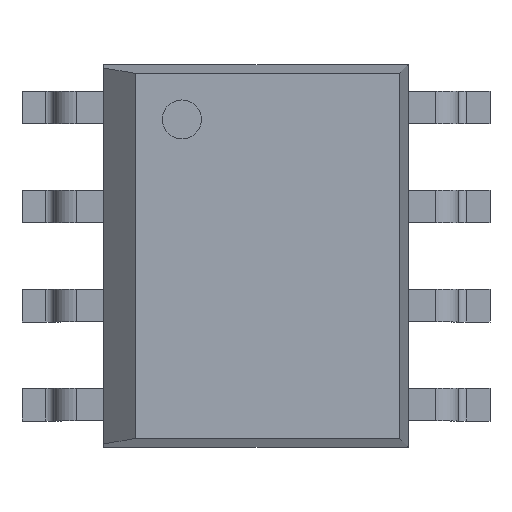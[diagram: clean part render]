
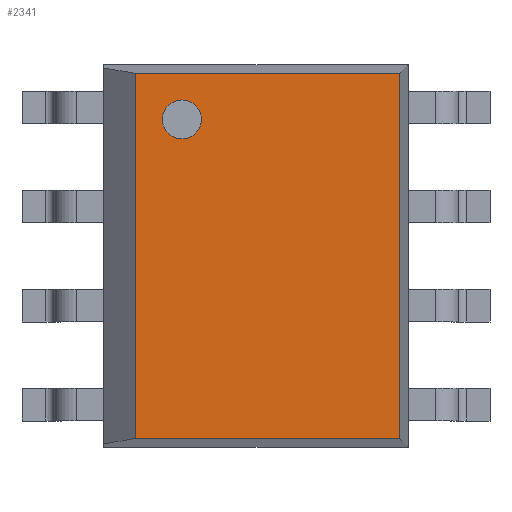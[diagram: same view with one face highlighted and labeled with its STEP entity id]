
A CAD part, top view. The second image highlights one B-rep face of the part: STEP entity #2341.
In plain terms, the highlighted planar face has unit normal (0, 0, 1).
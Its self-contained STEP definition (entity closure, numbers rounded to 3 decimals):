
#121 = DIRECTION ( 'NONE',  ( 0., -1., 0. ) ) ;
#174 = VERTEX_POINT ( 'NONE', #378 ) ;
#335 = ORIENTED_EDGE ( 'NONE', *, *, #5215, .T. ) ;
#378 = CARTESIAN_POINT ( 'NONE',  ( -1.55, 2.34, 1.55 ) ) ;
#613 = ORIENTED_EDGE ( 'NONE', *, *, #5749, .T. ) ;
#823 = VECTOR ( 'NONE', #3050, 1000. ) ;
#979 = VECTOR ( 'NONE', #121, 1000. ) ;
#1034 = LINE ( 'NONE', #4876, #823 ) ;
#1115 = DIRECTION ( 'NONE',  ( 1., 0., 0. ) ) ;
#1379 = VERTEX_POINT ( 'NONE', #1939 ) ;
#1381 = EDGE_CURVE ( 'NONE', #174, #1379, #4104, .T. ) ;
#1581 = DIRECTION ( 'NONE',  ( 0., 0., 1. ) ) ;
#1706 = CARTESIAN_POINT ( 'NONE',  ( 1.95, -2.34, 1.55 ) ) ;
#1939 = CARTESIAN_POINT ( 'NONE',  ( -1.55, -2.34, 1.55 ) ) ;
#2261 = EDGE_LOOP ( 'NONE', ( #613, #4978, #335, #4902 ) ) ;
#2310 = AXIS2_PLACEMENT_3D ( 'NONE', #4816, #5324, #3040 ) ;
#2341 = ADVANCED_FACE ( 'NONE', ( #5541, #4361 ), #3461, .T. ) ;
#2362 = EDGE_LOOP ( 'NONE', ( #5057, #2383 ) ) ;
#2373 = LINE ( 'NONE', #5569, #4480 ) ;
#2383 = ORIENTED_EDGE ( 'NONE', *, *, #2769, .F. ) ;
#2420 = AXIS2_PLACEMENT_3D ( 'NONE', #4325, #1581, #2900 ) ;
#2426 = CARTESIAN_POINT ( 'NONE',  ( -1.55, -2.34, 1.55 ) ) ;
#2429 = VERTEX_POINT ( 'NONE', #4393 ) ;
#2769 = EDGE_CURVE ( 'NONE', #3871, #4953, #4129, .T. ) ;
#2900 = DIRECTION ( 'NONE',  ( 1., 0., 0. ) ) ;
#2932 = LINE ( 'NONE', #1706, #4879 ) ;
#2977 = DIRECTION ( 'NONE',  ( 1., 0., 0. ) ) ;
#3040 = DIRECTION ( 'NONE',  ( 1., 0., 0. ) ) ;
#3050 = DIRECTION ( 'NONE',  ( -1., 0., 0. ) ) ;
#3429 = DIRECTION ( 'NONE',  ( 0., 0., 1. ) ) ;
#3461 = PLANE ( 'NONE',  #2310 ) ;
#3871 = VERTEX_POINT ( 'NONE', #4808 ) ;
#4003 = AXIS2_PLACEMENT_3D ( 'NONE', #4295, #3429, #1115 ) ;
#4104 = LINE ( 'NONE', #2426, #979 ) ;
#4129 = CIRCLE ( 'NONE', #4003, 0.25 ) ;
#4215 = CARTESIAN_POINT ( 'NONE',  ( -0.7, 1.75, 1.55 ) ) ;
#4295 = CARTESIAN_POINT ( 'NONE',  ( -0.95, 1.75, 1.55 ) ) ;
#4325 = CARTESIAN_POINT ( 'NONE',  ( -0.95, 1.75, 1.55 ) ) ;
#4361 = FACE_OUTER_BOUND ( 'NONE', #2261, .T. ) ;
#4393 = CARTESIAN_POINT ( 'NONE',  ( 1.84, 2.34, 1.55 ) ) ;
#4480 = VECTOR ( 'NONE', #4668, 1000. ) ;
#4657 = EDGE_CURVE ( 'NONE', #4795, #2429, #2373, .T. ) ;
#4668 = DIRECTION ( 'NONE',  ( 0., 1., 0. ) ) ;
#4795 = VERTEX_POINT ( 'NONE', #5671 ) ;
#4808 = CARTESIAN_POINT ( 'NONE',  ( -1.2, 1.75, 1.55 ) ) ;
#4816 = CARTESIAN_POINT ( 'NONE',  ( -1.95, -2.45, 1.55 ) ) ;
#4876 = CARTESIAN_POINT ( 'NONE',  ( -1.95, 2.34, 1.55 ) ) ;
#4879 = VECTOR ( 'NONE', #2977, 1000. ) ;
#4902 = ORIENTED_EDGE ( 'NONE', *, *, #4657, .T. ) ;
#4953 = VERTEX_POINT ( 'NONE', #4215 ) ;
#4978 = ORIENTED_EDGE ( 'NONE', *, *, #1381, .T. ) ;
#5001 = EDGE_CURVE ( 'NONE', #4953, #3871, #5443, .T. ) ;
#5057 = ORIENTED_EDGE ( 'NONE', *, *, #5001, .F. ) ;
#5215 = EDGE_CURVE ( 'NONE', #1379, #4795, #2932, .T. ) ;
#5324 = DIRECTION ( 'NONE',  ( 0., 0., 1. ) ) ;
#5443 = CIRCLE ( 'NONE', #2420, 0.25 ) ;
#5541 = FACE_BOUND ( 'NONE', #2362, .T. ) ;
#5569 = CARTESIAN_POINT ( 'NONE',  ( 1.84, 2.45, 1.55 ) ) ;
#5671 = CARTESIAN_POINT ( 'NONE',  ( 1.84, -2.34, 1.55 ) ) ;
#5749 = EDGE_CURVE ( 'NONE', #2429, #174, #1034, .T. ) ;
